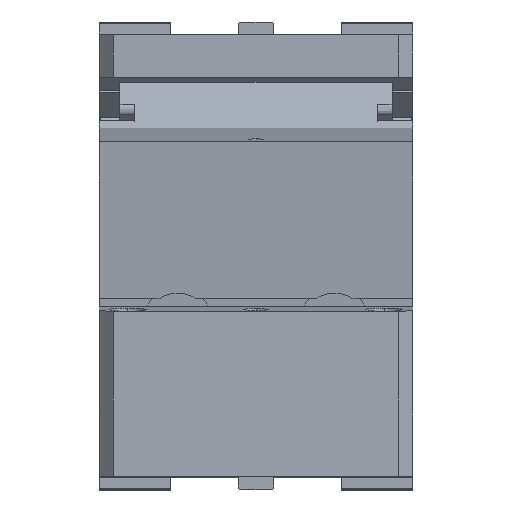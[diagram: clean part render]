
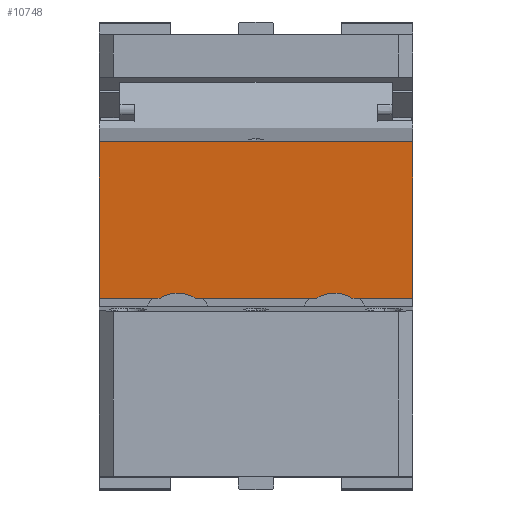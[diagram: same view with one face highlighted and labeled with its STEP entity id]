
A CAD part, top view. The second image highlights one B-rep face of the part: STEP entity #10748.
In plain terms, the highlighted planar face has unit normal (0, -0.087, 0.996).
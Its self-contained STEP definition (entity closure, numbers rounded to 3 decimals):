
#9997=CARTESIAN_POINT('Vertex',(-110.,54.791,4.794)) ;
#10000=CARTESIAN_POINT('Line Origine',(0.,54.791,4.794)) ;
#10004=CARTESIAN_POINT('Vertex',(110.,54.791,4.794)) ;
#10124=CARTESIAN_POINT('Line Origine',(110.,0.,0.)) ;
#10128=CARTESIAN_POINT('Vertex',(110.,-54.791,-4.794)) ;
#10622=CARTESIAN_POINT('Vertex',(-110.,-54.791,-4.794)) ;
#10625=CARTESIAN_POINT('Line Origine',(-110.,0.,0.)) ;
#10692=CARTESIAN_POINT('Vertex',(-67.339,-54.791,-4.794)) ;
#10695=CARTESIAN_POINT('Line Origine',(-88.669,-54.791,-4.794)) ;
#10707=CARTESIAN_POINT('Axis2P3D Location',(110.,54.791,4.794)) ;
#10712=CARTESIAN_POINT('Axis2P3D Location',(-55.,-74.715,-6.537)) ;
#10716=CARTESIAN_POINT('Vertex',(-42.661,-54.791,-4.794)) ;
#10719=CARTESIAN_POINT('Line Origine',(0.,-54.791,-4.794)) ;
#10723=CARTESIAN_POINT('Vertex',(42.661,-54.791,-4.794)) ;
#10726=CARTESIAN_POINT('Axis2P3D Location',(55.,-74.715,-6.537)) ;
#10730=CARTESIAN_POINT('Vertex',(67.339,-54.791,-4.794)) ;
#10733=CARTESIAN_POINT('Line Origine',(88.669,-54.791,-4.794)) ;
#10001=DIRECTION('Vector Direction',(-1.,0.,0.)) ;
#10125=DIRECTION('Vector Direction',(0.,-0.996,-0.087)) ;
#10626=DIRECTION('Vector Direction',(0.,-0.996,-0.087)) ;
#10696=DIRECTION('Vector Direction',(-1.,0.,0.)) ;
#10708=DIRECTION('Axis2P3D Direction',(0.,0.087,-0.996)) ;
#10709=DIRECTION('Axis2P3D XDirection',(0.,0.996,0.087)) ;
#10713=DIRECTION('Axis2P3D Direction',(0.,0.087,-0.996)) ;
#10720=DIRECTION('Vector Direction',(-1.,0.,0.)) ;
#10727=DIRECTION('Axis2P3D Direction',(0.,0.087,-0.996)) ;
#10734=DIRECTION('Vector Direction',(-1.,0.,0.)) ;
#10710=AXIS2_PLACEMENT_3D('Plane Axis2P3D',#10707,#10708,#10709) ;
#10714=AXIS2_PLACEMENT_3D('Circle Axis2P3D',#10712,#10713,$) ;
#10728=AXIS2_PLACEMENT_3D('Circle Axis2P3D',#10726,#10727,$) ;
#10739=ORIENTED_EDGE('',*,*,#10718,.T.) ;
#10740=ORIENTED_EDGE('',*,*,#10725,.F.) ;
#10741=ORIENTED_EDGE('',*,*,#10732,.T.) ;
#10742=ORIENTED_EDGE('',*,*,#10737,.F.) ;
#10743=ORIENTED_EDGE('',*,*,#10130,.F.) ;
#10744=ORIENTED_EDGE('',*,*,#10006,.T.) ;
#10745=ORIENTED_EDGE('',*,*,#10629,.T.) ;
#10746=ORIENTED_EDGE('',*,*,#10699,.F.) ;
#10002=VECTOR('Line Direction',#10001,1.) ;
#10126=VECTOR('Line Direction',#10125,1.) ;
#10627=VECTOR('Line Direction',#10626,1.) ;
#10697=VECTOR('Line Direction',#10696,1.) ;
#10721=VECTOR('Line Direction',#10720,1.) ;
#10735=VECTOR('Line Direction',#10734,1.) ;
#10748=ADVANCED_FACE('CAM SLIDER',(#10747),#10711,.F.) ;
#10715=CIRCLE('generated circle',#10714,23.5) ;
#10729=CIRCLE('generated circle',#10728,23.5) ;
#10006=EDGE_CURVE('',#10005,#9998,#10003,.T.) ;
#10130=EDGE_CURVE('',#10005,#10129,#10127,.T.) ;
#10629=EDGE_CURVE('',#9998,#10623,#10628,.T.) ;
#10699=EDGE_CURVE('',#10693,#10623,#10698,.T.) ;
#10718=EDGE_CURVE('',#10693,#10717,#10715,.T.) ;
#10725=EDGE_CURVE('',#10724,#10717,#10722,.T.) ;
#10732=EDGE_CURVE('',#10724,#10731,#10729,.T.) ;
#10737=EDGE_CURVE('',#10129,#10731,#10736,.T.) ;
#10738=EDGE_LOOP('',(#10739,#10740,#10741,#10742,#10743,#10744,#10745,#10746)) ;
#10747=FACE_OUTER_BOUND('',#10738,.T.) ;
#10003=LINE('Line',#10000,#10002) ;
#10127=LINE('Line',#10124,#10126) ;
#10628=LINE('Line',#10625,#10627) ;
#10698=LINE('Line',#10695,#10697) ;
#10722=LINE('Line',#10719,#10721) ;
#10736=LINE('Line',#10733,#10735) ;
#10711=PLANE('Plane',#10710) ;
#9998=VERTEX_POINT('',#9997) ;
#10005=VERTEX_POINT('',#10004) ;
#10129=VERTEX_POINT('',#10128) ;
#10623=VERTEX_POINT('',#10622) ;
#10693=VERTEX_POINT('',#10692) ;
#10717=VERTEX_POINT('',#10716) ;
#10724=VERTEX_POINT('',#10723) ;
#10731=VERTEX_POINT('',#10730) ;
